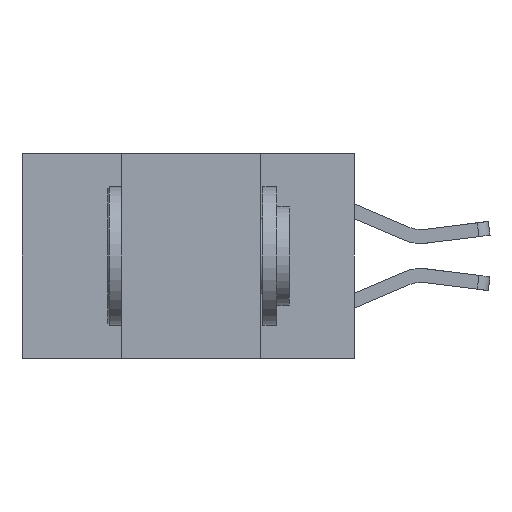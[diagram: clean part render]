
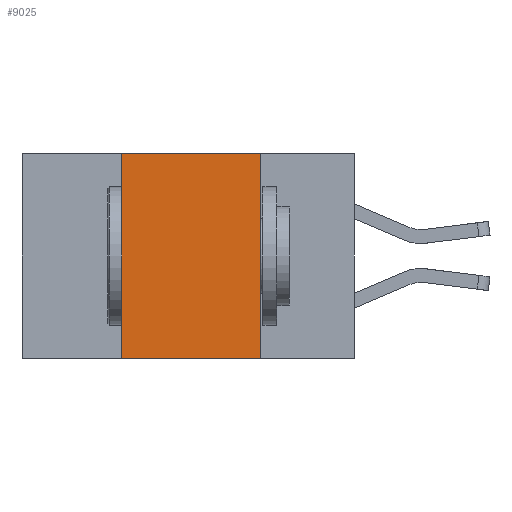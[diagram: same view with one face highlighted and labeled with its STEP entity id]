
A CAD part, left-side view. The second image highlights one B-rep face of the part: STEP entity #9025.
In plain terms, the highlighted planar face has unit normal (-1, 0, 0).
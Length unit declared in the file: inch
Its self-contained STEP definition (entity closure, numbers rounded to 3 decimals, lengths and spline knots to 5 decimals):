
#61 = EDGE_CURVE ( 'NONE', #4359, #9689, #856, .T. ) ;
#856 = LINE ( 'NONE', #4016, #2336 ) ;
#1191 = DIRECTION ( 'NONE',  ( 0., 0., -1. ) ) ;
#1256 = DIRECTION ( 'NONE',  ( 0., 0., -1. ) ) ;
#1320 = VERTEX_POINT ( 'NONE', #7010 ) ;
#1464 = AXIS2_PLACEMENT_3D ( 'NONE', #5941, #6668, #1191 ) ;
#1511 = EDGE_CURVE ( 'NONE', #4359, #1320, #5716, .T. ) ;
#1608 = ORIENTED_EDGE ( 'NONE', *, *, #61, .F. ) ;
#1744 = EDGE_CURVE ( 'NONE', #9689, #8528, #2454, .T. ) ;
#1800 = CARTESIAN_POINT ( 'NONE',  ( 0., 0.6, -0.37 ) ) ;
#2233 = ORIENTED_EDGE ( 'NONE', *, *, #1744, .F. ) ;
#2336 = VECTOR ( 'NONE', #10126, 39.37008 ) ;
#2454 = LINE ( 'NONE', #7852, #4634 ) ;
#2769 = LINE ( 'NONE', #4260, #4108 ) ;
#2802 = PLANE ( 'NONE',  #1464 ) ;
#3347 = CARTESIAN_POINT ( 'NONE',  ( 0., 0.42, 0. ) ) ;
#3529 = FACE_OUTER_BOUND ( 'NONE', #7006, .T. ) ;
#3950 = DIRECTION ( 'NONE',  ( 0., -1., 0. ) ) ;
#4016 = CARTESIAN_POINT ( 'NONE',  ( 0., 0.42, -0.37 ) ) ;
#4108 = VECTOR ( 'NONE', #1256, 39.37008 ) ;
#4260 = CARTESIAN_POINT ( 'NONE',  ( 0., 0.17, -0.37 ) ) ;
#4359 = VERTEX_POINT ( 'NONE', #7953 ) ;
#4634 = VECTOR ( 'NONE', #3950, 39.37008 ) ;
#5716 = LINE ( 'NONE', #1800, #6774 ) ;
#5941 = CARTESIAN_POINT ( 'NONE',  ( 0., 0.6, 0. ) ) ;
#6452 = ORIENTED_EDGE ( 'NONE', *, *, #8512, .F. ) ;
#6668 = DIRECTION ( 'NONE',  ( 1., 0., 0. ) ) ;
#6774 = VECTOR ( 'NONE', #8078, 39.37008 ) ;
#7006 = EDGE_LOOP ( 'NONE', ( #6452, #2233, #1608, #7836 ) ) ;
#7010 = CARTESIAN_POINT ( 'NONE',  ( 0., 0.17, -0.37 ) ) ;
#7836 = ORIENTED_EDGE ( 'NONE', *, *, #1511, .T. ) ;
#7852 = CARTESIAN_POINT ( 'NONE',  ( 0., 0.6, 0. ) ) ;
#7953 = CARTESIAN_POINT ( 'NONE',  ( 0., 0.42, -0.37 ) ) ;
#8078 = DIRECTION ( 'NONE',  ( 0., -1., 0. ) ) ;
#8512 = EDGE_CURVE ( 'NONE', #8528, #1320, #2769, .T. ) ;
#8528 = VERTEX_POINT ( 'NONE', #9912 ) ;
#9025 = ADVANCED_FACE ( 'NONE', ( #3529 ), #2802, .F. ) ;
#9689 = VERTEX_POINT ( 'NONE', #3347 ) ;
#9912 = CARTESIAN_POINT ( 'NONE',  ( 0., 0.17, 0. ) ) ;
#10126 = DIRECTION ( 'NONE',  ( 0., 0., 1. ) ) ;
